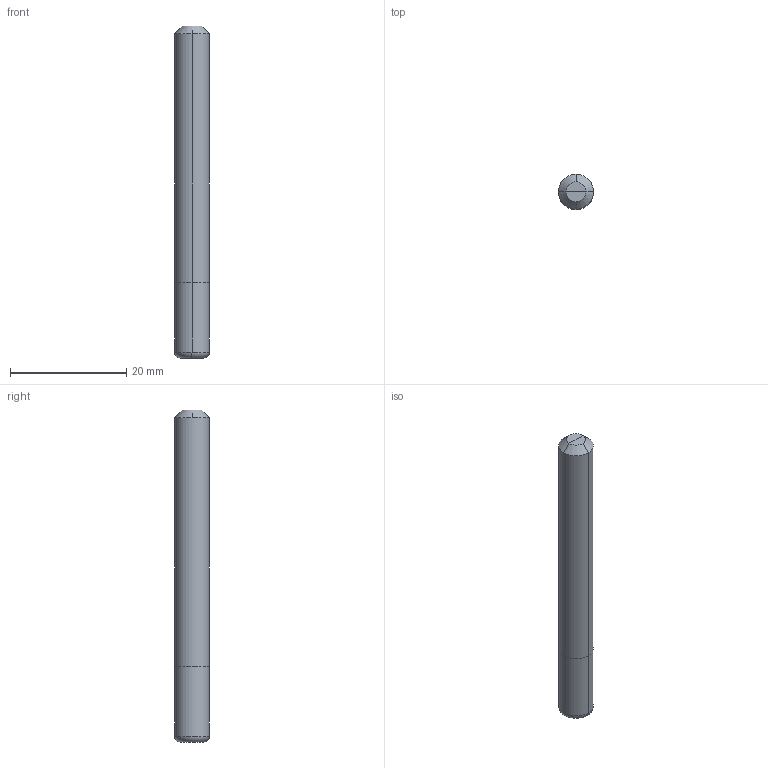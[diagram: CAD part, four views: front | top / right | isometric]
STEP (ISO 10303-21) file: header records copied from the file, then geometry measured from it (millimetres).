
FILE_DESCRIPTION((''),'2;1');
FILE_NAME('608035380-000_ASM','2024-03-18T17:54:46',('venugopala'),(''),'CREO PARAMETRIC BY PTC INC, 2021184','CREO PARAMETRIC BY PTC INC, 2021184','');
FILE_SCHEMA(('AP242_MANAGED_MODEL_BASED_3D_ENGINEERING_MIM_LF { 1 0 10303 442 1 1 4 }'));
Length unit declared in the file: millimetre
Products named in the file (3): 608035380_1-000; 608035380_2-000; 608035380-000_ASM
Assembly tree (2 placements, depth 2):
  608035380-000_ASM
    608035380_1-000
    608035380_2-000
Bounding box: 6 x 6 x 57 mm (x, y, z)
Volume: 1594.3 mm3; surface area: 1729.5 mm2
Topology: 2 solids, 4 shells, 19 faces, 60 edges, 49 vertices
Faces by surface type: plane 7, cylinder 6, cone 3, torus 3
Entity records: 1755 total; most frequent: DIRECTION 196, CARTESIAN_POINT 155, PROPERTY_DEFINITION 96, REPRESENTATION 92, PROPERTY_DEFINITION_REPRESENTATION 92, PRESENTATION_STYLE_ASSIGNMENT 82, STYLED_ITEM 82, CURVE_STYLE 78
